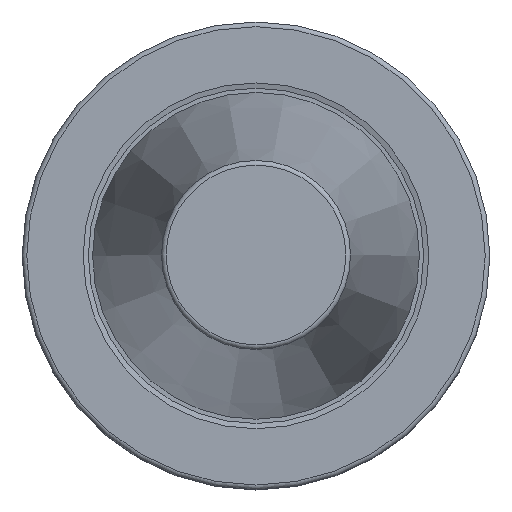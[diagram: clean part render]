
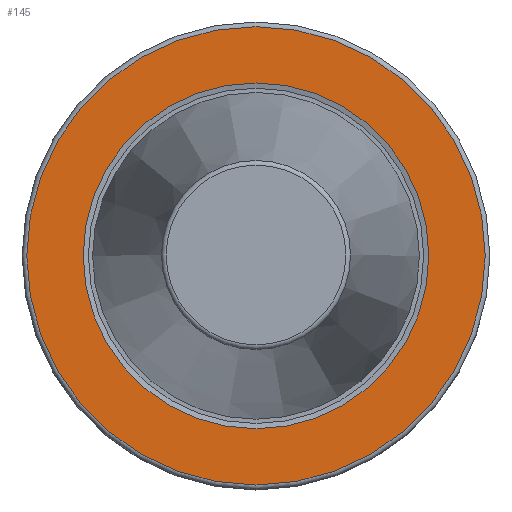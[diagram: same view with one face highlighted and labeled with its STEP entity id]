
A CAD part, top view. The second image highlights one B-rep face of the part: STEP entity #145.
In plain terms, the highlighted planar face has unit normal (0, 0, 1).
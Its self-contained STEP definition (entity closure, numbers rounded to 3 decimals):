
#73=FACE_BOUND('',#206,.T.);
#74=FACE_BOUND('',#207,.T.);
#145=ADVANCED_FACE('',(#73,#74),#180,.T.);
#180=PLANE('',#483);
#206=EDGE_LOOP('',(#284));
#207=EDGE_LOOP('',(#285));
#284=ORIENTED_EDGE('',*,*,#395,.T.);
#285=ORIENTED_EDGE('',*,*,#394,.F.);
#355=VERTEX_POINT('',#728);
#356=VERTEX_POINT('',#731);
#394=EDGE_CURVE('',#355,#355,#433,.T.);
#395=EDGE_CURVE('',#356,#356,#434,.T.);
#433=CIRCLE('',#480,36.95);
#434=CIRCLE('',#482,48.987);
#480=AXIS2_PLACEMENT_3D('',#727,#575,#576);
#482=AXIS2_PLACEMENT_3D('',#730,#579,#580);
#483=AXIS2_PLACEMENT_3D('',#732,#581,#582);
#575=DIRECTION('',(0.0,0.0,1.0));
#576=DIRECTION('',(1.0,0.0,0.0));
#579=DIRECTION('',(0.0,0.0,1.0));
#580=DIRECTION('',(1.0,0.0,0.0));
#581=DIRECTION('',(0.0,0.0,1.0));
#582=DIRECTION('',(1.0,0.0,0.0));
#727=CARTESIAN_POINT('',(0.0,0.0,-1.5));
#728=CARTESIAN_POINT('',(36.95,0.0,-1.5));
#730=CARTESIAN_POINT('',(0.0,0.0,-1.5));
#731=CARTESIAN_POINT('',(48.987,0.0,-1.5));
#732=CARTESIAN_POINT('',(0.0,36.95,-1.5));
